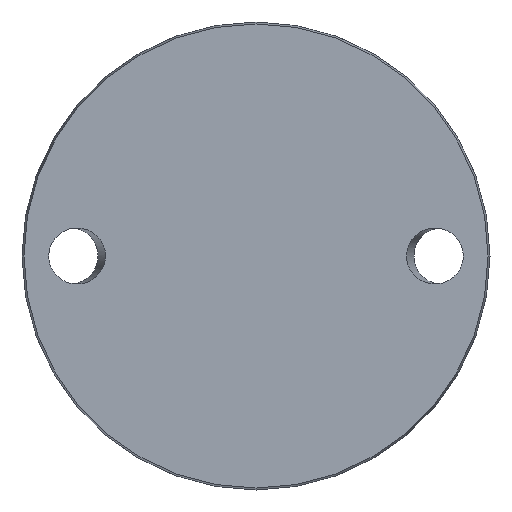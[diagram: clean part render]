
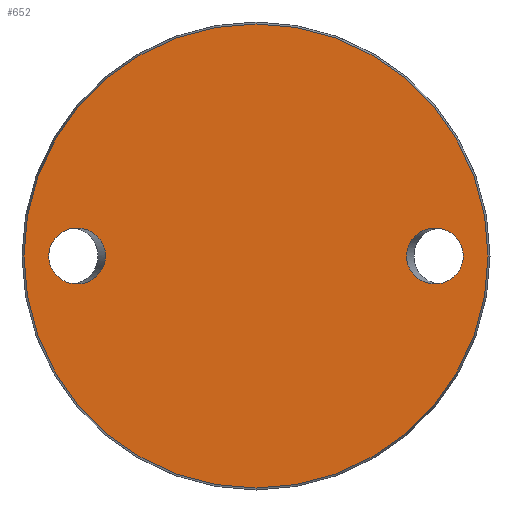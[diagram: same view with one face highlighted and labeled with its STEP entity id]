
A CAD part, front view. The second image highlights one B-rep face of the part: STEP entity #652.
In plain terms, the highlighted planar face has unit normal (0, -1, 0).
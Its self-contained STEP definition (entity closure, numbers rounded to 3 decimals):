
#12 = CARTESIAN_POINT ( 'NONE',  ( 61.115, 0., 0. ) ) ;
#24 = AXIS2_PLACEMENT_3D ( 'NONE', #868, #242, #544 ) ;
#45 = EDGE_CURVE ( 'NONE', #526, #526, #851, .T. ) ;
#94 = EDGE_LOOP ( 'NONE', ( #474 ) ) ;
#131 = CARTESIAN_POINT ( 'NONE',  ( -61.115, 0., 16.5 ) ) ;
#139 = CARTESIAN_POINT ( 'NONE',  ( 0., 0., -68.425 ) ) ;
#148 = FACE_OUTER_BOUND ( 'NONE', #668, .T. ) ;
#153 =( BOUNDED_CURVE ( )  B_SPLINE_CURVE ( 3, ( #633, #309, #693, #12, #333, #237, #621 ),
 .UNSPECIFIED., .T., .T. ) 
 B_SPLINE_CURVE_WITH_KNOTS ( ( 4, 3, 4 ),
 ( 0., 3.142, 6.283 ),
 .UNSPECIFIED. ) 
 CURVE ( )  GEOMETRIC_REPRESENTATION_ITEM ( )  RATIONAL_B_SPLINE_CURVE ( ( 1., 0.333, 0.333, 1., 0.333, 0.333, 1. ) ) 
 REPRESENTATION_ITEM ( '' )  );
#192 = VERTEX_POINT ( 'NONE', #867 ) ;
#232 =( BOUNDED_CURVE ( )  B_SPLINE_CURVE ( 3, ( #977, #131, #509, #885, #358, #666, #595 ),
 .UNSPECIFIED., .T., .F. ) 
 B_SPLINE_CURVE_WITH_KNOTS ( ( 4, 3, 4 ),
 ( 0., 3.142, 6.283 ),
 .UNSPECIFIED. ) 
 CURVE ( )  GEOMETRIC_REPRESENTATION_ITEM ( )  RATIONAL_B_SPLINE_CURVE ( ( 1., 0.333, 0.333, 1., 0.333, 0.333, 1. ) ) 
 REPRESENTATION_ITEM ( '' )  );
#235 = CARTESIAN_POINT ( 'NONE',  ( -61.115, 0., 0. ) ) ;
#237 = CARTESIAN_POINT ( 'NONE',  ( 44.385, 0., 16.5 ) ) ;
#242 = DIRECTION ( 'NONE',  ( 0., 1., 0. ) ) ;
#309 = CARTESIAN_POINT ( 'NONE',  ( 44.385, 0., -16.5 ) ) ;
#333 = CARTESIAN_POINT ( 'NONE',  ( 61.115, 0., 16.5 ) ) ;
#358 = CARTESIAN_POINT ( 'NONE',  ( -44.385, 0., -16.5 ) ) ;
#394 = EDGE_LOOP ( 'NONE', ( #669 ) ) ;
#397 = EDGE_CURVE ( 'NONE', #930, #930, #232, .T. ) ;
#474 = ORIENTED_EDGE ( 'NONE', *, *, #683, .F. ) ;
#509 = CARTESIAN_POINT ( 'NONE',  ( -44.385, 0., 16.5 ) ) ;
#526 = VERTEX_POINT ( 'NONE', #139 ) ;
#529 = ORIENTED_EDGE ( 'NONE', *, *, #45, .T. ) ;
#531 = FACE_BOUND ( 'NONE', #394, .T. ) ;
#544 = DIRECTION ( 'NONE',  ( 0., 0., 1. ) ) ;
#561 = DIRECTION ( 'NONE',  ( 0., -1., 0. ) ) ;
#595 = CARTESIAN_POINT ( 'NONE',  ( -61.115, 0., 0. ) ) ;
#616 = PLANE ( 'NONE',  #24 ) ;
#621 = CARTESIAN_POINT ( 'NONE',  ( 44.385, 0., 0. ) ) ;
#627 = CARTESIAN_POINT ( 'NONE',  ( 0., 0., 0. ) ) ;
#633 = CARTESIAN_POINT ( 'NONE',  ( 44.385, 0., 0. ) ) ;
#652 = ADVANCED_FACE ( 'NONE', ( #531, #838, #148 ), #616, .F. ) ;
#666 = CARTESIAN_POINT ( 'NONE',  ( -61.115, 0., -16.5 ) ) ;
#668 = EDGE_LOOP ( 'NONE', ( #529 ) ) ;
#669 = ORIENTED_EDGE ( 'NONE', *, *, #397, .T. ) ;
#683 = EDGE_CURVE ( 'NONE', #192, #192, #153, .T. ) ;
#693 = CARTESIAN_POINT ( 'NONE',  ( 61.115, 0., -16.5 ) ) ;
#721 = AXIS2_PLACEMENT_3D ( 'NONE', #627, #561, #939 ) ;
#838 = FACE_BOUND ( 'NONE', #94, .T. ) ;
#851 = CIRCLE ( 'NONE', #721, 68.425 ) ;
#867 = CARTESIAN_POINT ( 'NONE',  ( 44.385, 0., 0. ) ) ;
#868 = CARTESIAN_POINT ( 'NONE',  ( -68.425, 0., 0. ) ) ;
#885 = CARTESIAN_POINT ( 'NONE',  ( -44.385, 0., 0. ) ) ;
#930 = VERTEX_POINT ( 'NONE', #235 ) ;
#939 = DIRECTION ( 'NONE',  ( 0., 0., -1. ) ) ;
#977 = CARTESIAN_POINT ( 'NONE',  ( -61.115, 0., 0. ) ) ;
